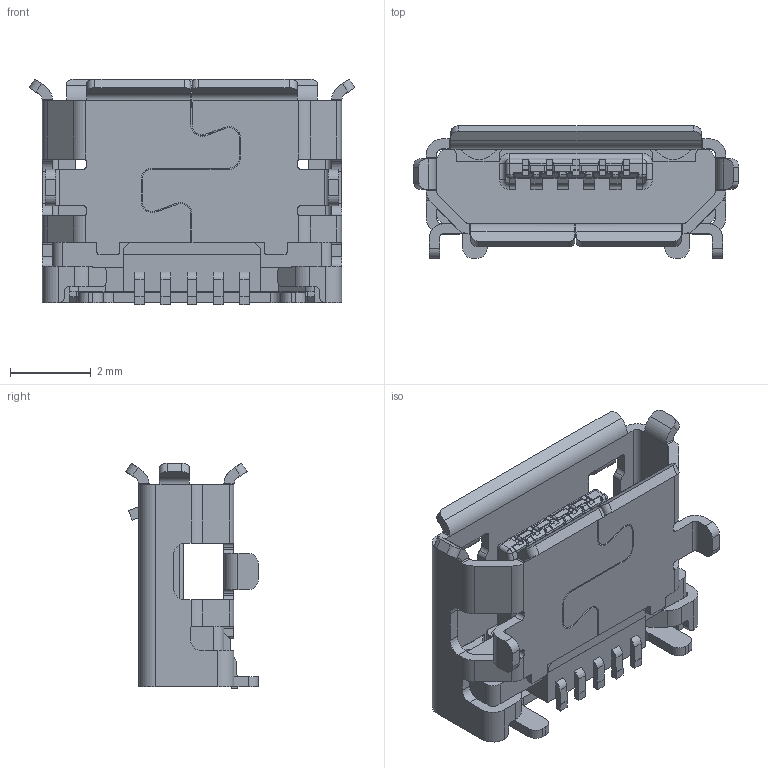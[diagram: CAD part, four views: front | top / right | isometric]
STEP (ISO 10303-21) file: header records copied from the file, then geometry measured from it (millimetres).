
FILE_DESCRIPTION(('FreeCAD Model'),'2;1');
FILE_NAME('10118194C.step', '2017-05-06T09:18:43',('kicad StepUp'),('ksu MCAD'), 'Open CASCADE STEP processor 6.8','FreeCAD','Unknown');
FILE_SCHEMA(('AUTOMOTIVE_DESIGN_CC2 { 1 2 10303 214 -1 1 5 4 }'));
Length unit declared in the file: millimetre
Products named in the file (2): ASSEMBLY; 10118194C
Assembly tree (1 placements, depth 2):
  ASSEMBLY
    10118194C
Bounding box: 8.05 x 3.27 x 5.58 mm (x, y, z)
Volume: 40.5 mm3; surface area: 268.8 mm2
Topology: 1 solids, 1 shells, 761 faces, 2162 edges, 1390 vertices
Faces by surface type: plane 474, cylinder 250, bspline 11, extrusion 10, cone 8, torus 4, sphere 4
Entity records: 26188 total; most frequent: CARTESIAN_POINT 6243, ORIENTED_EDGE 4312, DIRECTION 4002, EDGE_CURVE 2156, VECTOR 1570, LINE 1560, VERTEX_POINT 1390, AXIS2_PLACEMENT_3D 1216
